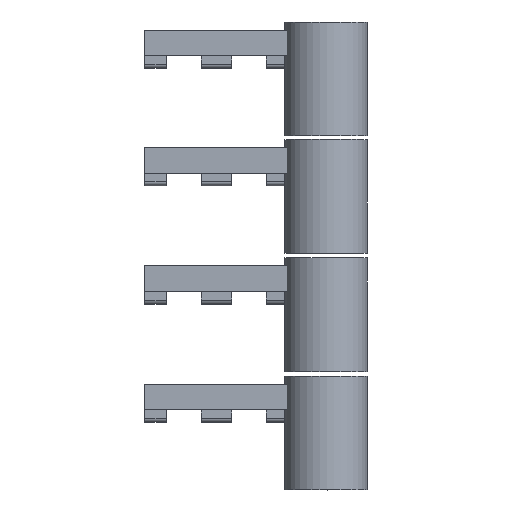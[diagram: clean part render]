
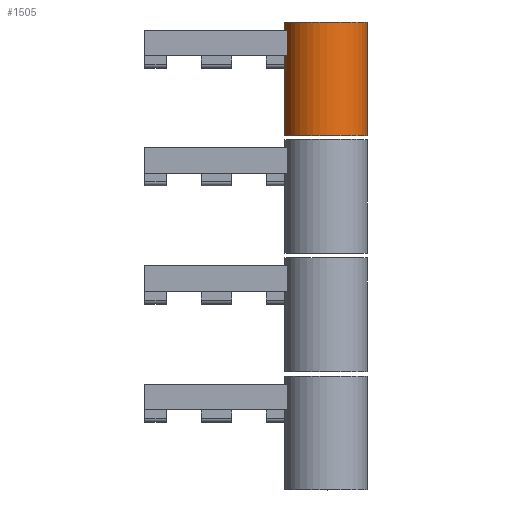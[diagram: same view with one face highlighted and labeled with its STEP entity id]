
A CAD part, top view. The second image highlights one B-rep face of the part: STEP entity #1505.
In plain terms, the highlighted cylindrical face has radius 5.15 mm (diameter 10.3 mm), a partial arc.
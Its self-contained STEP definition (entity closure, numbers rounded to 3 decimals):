
#120 = VERTEX_POINT ( 'NONE', #155 ) ;
#155 = CARTESIAN_POINT ( 'NONE',  ( 0., 0., -5.15 ) ) ;
#165 = DIRECTION ( 'NONE',  ( 0., 0., 1. ) ) ;
#366 = CARTESIAN_POINT ( 'NONE',  ( 1.25, 0., 4.996 ) ) ;
#398 = VECTOR ( 'NONE', #1544, 1000. ) ;
#457 = LINE ( 'NONE', #1370, #398 ) ;
#488 = DIRECTION ( 'NONE',  ( 0., 1., 0. ) ) ;
#501 = FACE_OUTER_BOUND ( 'NONE', #1932, .T. ) ;
#539 = CARTESIAN_POINT ( 'NONE',  ( 0., 14., 0. ) ) ;
#543 = DIRECTION ( 'NONE',  ( 0., 0., 1. ) ) ;
#613 = EDGE_CURVE ( 'NONE', #966, #120, #457, .T. ) ;
#668 = CARTESIAN_POINT ( 'NONE',  ( 0., 0., 0. ) ) ;
#762 = CARTESIAN_POINT ( 'NONE',  ( 0., 14., 0. ) ) ;
#833 = DIRECTION ( 'NONE',  ( 0., 1., 0. ) ) ;
#865 = ORIENTED_EDGE ( 'NONE', *, *, #1778, .F. ) ;
#870 = ORIENTED_EDGE ( 'NONE', *, *, #1369, .T. ) ;
#917 = CYLINDRICAL_SURFACE ( 'NONE', #2070, 5.15 ) ;
#966 = VERTEX_POINT ( 'NONE', #1189 ) ;
#973 = AXIS2_PLACEMENT_3D ( 'NONE', #539, #1201, #543 ) ;
#989 = CARTESIAN_POINT ( 'NONE',  ( 1.25, 14., 4.996 ) ) ;
#1002 = LINE ( 'NONE', #989, #1355 ) ;
#1084 = DIRECTION ( 'NONE',  ( 0., -1., 0. ) ) ;
#1165 = ORIENTED_EDGE ( 'NONE', *, *, #1442, .F. ) ;
#1188 = CARTESIAN_POINT ( 'NONE',  ( 1.25, 14., 4.996 ) ) ;
#1189 = CARTESIAN_POINT ( 'NONE',  ( 0., 14., -5.15 ) ) ;
#1201 = DIRECTION ( 'NONE',  ( 0., 1., 0. ) ) ;
#1237 = VERTEX_POINT ( 'NONE', #366 ) ;
#1355 = VECTOR ( 'NONE', #833, 1000. ) ;
#1369 = EDGE_CURVE ( 'NONE', #1237, #120, #1694, .T. ) ;
#1370 = CARTESIAN_POINT ( 'NONE',  ( 0., 14., -5.15 ) ) ;
#1412 = AXIS2_PLACEMENT_3D ( 'NONE', #668, #488, #165 ) ;
#1442 = EDGE_CURVE ( 'NONE', #1237, #1804, #1002, .T. ) ;
#1493 = ORIENTED_EDGE ( 'NONE', *, *, #613, .F. ) ;
#1505 = ADVANCED_FACE ( 'NONE', ( #501 ), #917, .T. ) ;
#1544 = DIRECTION ( 'NONE',  ( 0., -1., 0. ) ) ;
#1694 = CIRCLE ( 'NONE', #1412, 5.15 ) ;
#1778 = EDGE_CURVE ( 'NONE', #1804, #966, #2023, .T. ) ;
#1804 = VERTEX_POINT ( 'NONE', #1188 ) ;
#1932 = EDGE_LOOP ( 'NONE', ( #1493, #865, #1165, #870 ) ) ;
#2023 = CIRCLE ( 'NONE', #973, 5.15 ) ;
#2057 = DIRECTION ( 'NONE',  ( 0., 0., -1. ) ) ;
#2070 = AXIS2_PLACEMENT_3D ( 'NONE', #762, #1084, #2057 ) ;
